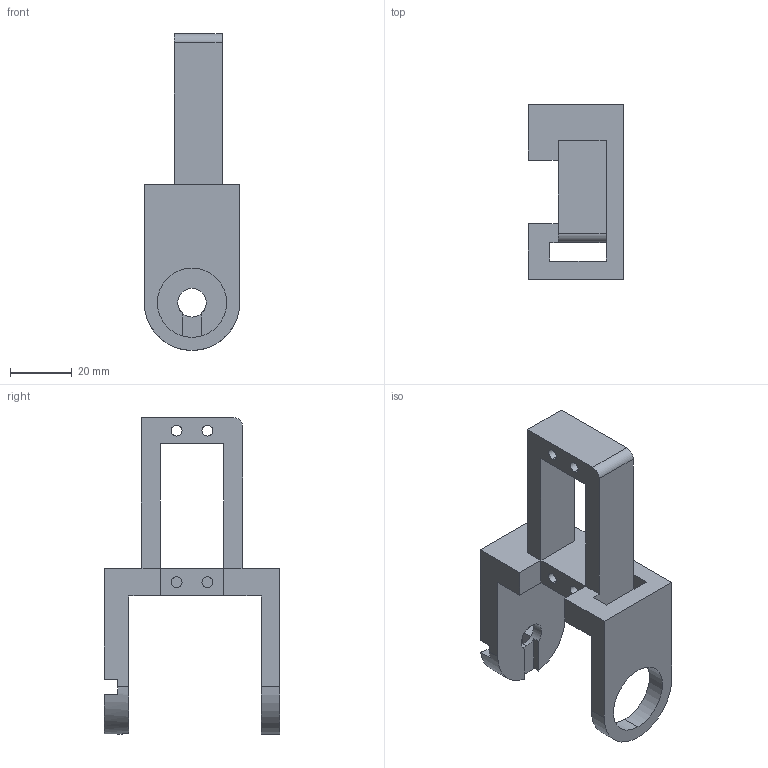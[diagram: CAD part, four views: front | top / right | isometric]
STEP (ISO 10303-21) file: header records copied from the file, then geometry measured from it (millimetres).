
FILE_DESCRIPTION (( 'STEP AP203' ), '1' );
FILE_NAME ('2D servo seg_Default_sldprt.STEP', '2021-06-04T14:24:08', ( '' ), ( '' ), 'SwSTEP 2.0', 'SolidWorks 2016', '' );
FILE_SCHEMA (( 'CONFIG_CONTROL_DESIGN' ));
Length unit declared in the file: millimetre
Products named in the file (1): 2D servo seg_Default_sldprt
Bounding box: 31 x 57 x 103 mm (x, y, z)
Volume: 38264.1 mm3; surface area: 17018.6 mm2
Topology: 1 solids, 1 shells, 57 faces, 167 edges, 109 vertices
Faces by surface type: plane 38, cylinder 19
Entity records: 1992 total; most frequent: ORIENTED_EDGE 334, CARTESIAN_POINT 334, DIRECTION 329, EDGE_CURVE 167, LINE 121, VECTOR 121, VERTEX_POINT 109, AXIS2_PLACEMENT_3D 104
